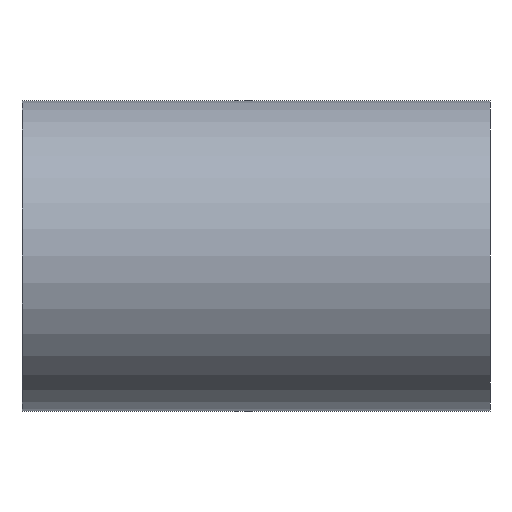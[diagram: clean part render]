
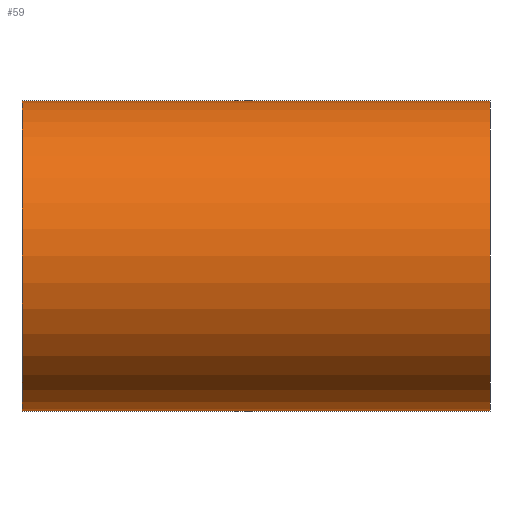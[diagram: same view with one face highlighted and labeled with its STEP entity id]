
A CAD part, left-side view. The second image highlights one B-rep face of the part: STEP entity #59.
In plain terms, the highlighted cylindrical face has radius 2.65 mm (diameter 5.3 mm), a partial arc.
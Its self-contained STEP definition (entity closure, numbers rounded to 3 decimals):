
#2 = DIRECTION ( 'NONE',  ( 0., -1., 0. ) ) ;
#9 = DIRECTION ( 'NONE',  ( 0., -1., 0. ) ) ;
#14 = VECTOR ( 'NONE', #9, 1000. ) ;
#18 = EDGE_LOOP ( 'NONE', ( #32, #170, #118, #65 ) ) ;
#27 = CARTESIAN_POINT ( 'NONE',  ( 0., 0., 0. ) ) ;
#32 = ORIENTED_EDGE ( 'NONE', *, *, #198, .F. ) ;
#34 = FACE_OUTER_BOUND ( 'NONE', #18, .T. ) ;
#35 = CYLINDRICAL_SURFACE ( 'NONE', #152, 2.65 ) ;
#49 = LINE ( 'NONE', #66, #14 ) ;
#52 = EDGE_CURVE ( 'NONE', #181, #90, #49, .T. ) ;
#54 = AXIS2_PLACEMENT_3D ( 'NONE', #27, #199, #61 ) ;
#59 = ADVANCED_FACE ( 'NONE', ( #34 ), #35, .T. ) ;
#61 = DIRECTION ( 'NONE',  ( 0., 0., 1. ) ) ;
#65 = ORIENTED_EDGE ( 'NONE', *, *, #113, .T. ) ;
#66 = CARTESIAN_POINT ( 'NONE',  ( 0., 8., -2.65 ) ) ;
#68 = DIRECTION ( 'NONE',  ( 0., -1., 0. ) ) ;
#72 = LINE ( 'NONE', #131, #92 ) ;
#76 = CARTESIAN_POINT ( 'NONE',  ( 0., 8., 0. ) ) ;
#80 = VERTEX_POINT ( 'NONE', #112 ) ;
#88 = DIRECTION ( 'NONE',  ( 0., 1., 0. ) ) ;
#90 = VERTEX_POINT ( 'NONE', #96 ) ;
#92 = VECTOR ( 'NONE', #2, 1000. ) ;
#96 = CARTESIAN_POINT ( 'NONE',  ( 0., 0., -2.65 ) ) ;
#112 = CARTESIAN_POINT ( 'NONE',  ( 0., 8., 2.65 ) ) ;
#113 = EDGE_CURVE ( 'NONE', #90, #186, #147, .T. ) ;
#118 = ORIENTED_EDGE ( 'NONE', *, *, #52, .T. ) ;
#130 = CIRCLE ( 'NONE', #167, 2.65 ) ;
#131 = CARTESIAN_POINT ( 'NONE',  ( 0., 8., 2.65 ) ) ;
#136 = CARTESIAN_POINT ( 'NONE',  ( 0., 8., 0. ) ) ;
#147 = CIRCLE ( 'NONE', #54, 2.65 ) ;
#152 = AXIS2_PLACEMENT_3D ( 'NONE', #76, #68, #187 ) ;
#163 = CARTESIAN_POINT ( 'NONE',  ( 0., 0., 2.65 ) ) ;
#167 = AXIS2_PLACEMENT_3D ( 'NONE', #136, #88, #168 ) ;
#168 = DIRECTION ( 'NONE',  ( 0., 0., 1. ) ) ;
#170 = ORIENTED_EDGE ( 'NONE', *, *, #174, .F. ) ;
#174 = EDGE_CURVE ( 'NONE', #181, #80, #130, .T. ) ;
#181 = VERTEX_POINT ( 'NONE', #185 ) ;
#185 = CARTESIAN_POINT ( 'NONE',  ( 0., 8., -2.65 ) ) ;
#186 = VERTEX_POINT ( 'NONE', #163 ) ;
#187 = DIRECTION ( 'NONE',  ( 0., 0., -1. ) ) ;
#198 = EDGE_CURVE ( 'NONE', #80, #186, #72, .T. ) ;
#199 = DIRECTION ( 'NONE',  ( 0., 1., 0. ) ) ;
